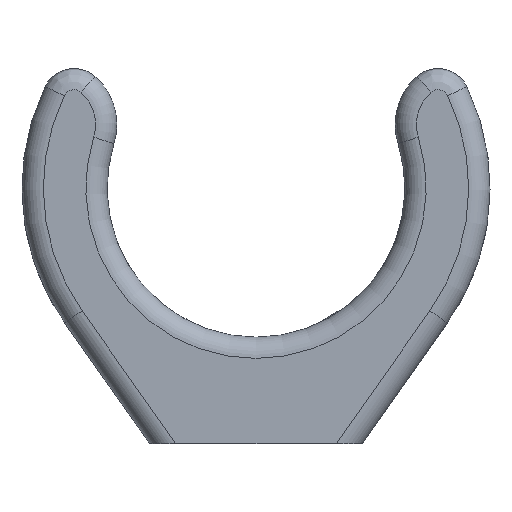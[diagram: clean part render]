
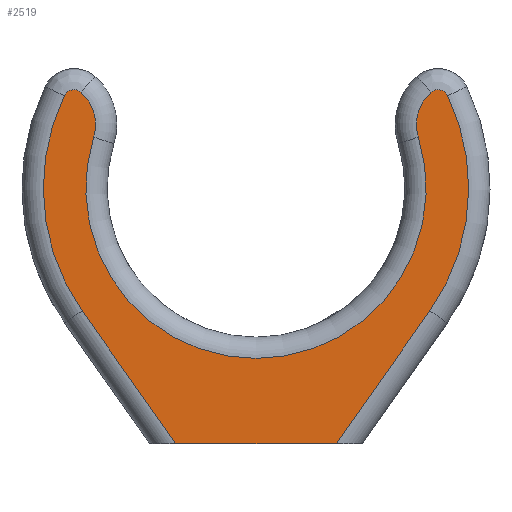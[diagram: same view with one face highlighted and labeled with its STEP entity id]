
A CAD part, front view. The second image highlights one B-rep face of the part: STEP entity #2519.
In plain terms, the highlighted planar face has unit normal (0, -1, 0).
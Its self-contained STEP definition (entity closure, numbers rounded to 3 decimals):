
#269=CIRCLE('',#2790,10.);
#270=CIRCLE('',#2791,10.);
#271=CIRCLE('',#2792,0.5);
#272=CIRCLE('',#2793,2.);
#273=CIRCLE('',#2794,8.);
#274=CIRCLE('',#2795,2.);
#275=CIRCLE('',#2796,0.5);
#416=FACE_OUTER_BOUND('',#574,.T.);
#574=EDGE_LOOP('',(#1862,#1863,#1864,#1865,#1866,#1867,#1868,#1869,#1870,
#1871));
#725=LINE('',#3927,#867);
#807=LINE('',#4360,#949);
#808=LINE('',#4362,#950);
#867=VECTOR('',#3049,1000.);
#949=VECTOR('',#3379,1000.);
#950=VECTOR('',#3380,1000.);
#1009=VERTEX_POINT('',#3924);
#1010=VERTEX_POINT('',#3926);
#1182=VERTEX_POINT('',#4357);
#1183=VERTEX_POINT('',#4358);
#1184=VERTEX_POINT('',#4361);
#1185=VERTEX_POINT('',#4363);
#1186=VERTEX_POINT('',#4365);
#1187=VERTEX_POINT('',#4367);
#1188=VERTEX_POINT('',#4369);
#1189=VERTEX_POINT('',#4371);
#1261=EDGE_CURVE('',#1010,#1009,#725,.T.);
#1446=EDGE_CURVE('',#1182,#1183,#269,.T.);
#1447=EDGE_CURVE('',#1183,#1010,#807,.F.);
#1448=EDGE_CURVE('',#1009,#1184,#808,.T.);
#1449=EDGE_CURVE('',#1184,#1185,#270,.T.);
#1450=EDGE_CURVE('',#1185,#1186,#271,.T.);
#1451=EDGE_CURVE('',#1186,#1187,#272,.T.);
#1452=EDGE_CURVE('',#1187,#1188,#273,.F.);
#1453=EDGE_CURVE('',#1188,#1189,#274,.T.);
#1454=EDGE_CURVE('',#1189,#1182,#275,.T.);
#1862=ORIENTED_EDGE('',*,*,#1446,.T.);
#1863=ORIENTED_EDGE('',*,*,#1447,.T.);
#1864=ORIENTED_EDGE('',*,*,#1261,.T.);
#1865=ORIENTED_EDGE('',*,*,#1448,.T.);
#1866=ORIENTED_EDGE('',*,*,#1449,.T.);
#1867=ORIENTED_EDGE('',*,*,#1450,.T.);
#1868=ORIENTED_EDGE('',*,*,#1451,.T.);
#1869=ORIENTED_EDGE('',*,*,#1452,.T.);
#1870=ORIENTED_EDGE('',*,*,#1453,.T.);
#1871=ORIENTED_EDGE('',*,*,#1454,.T.);
#2472=PLANE('',#2789);
#2519=ADVANCED_FACE('',(#416),#2472,.T.);
#2789=AXIS2_PLACEMENT_3D('',#4356,#3375,#3376);
#2790=AXIS2_PLACEMENT_3D('',#4359,#3377,#3378);
#2791=AXIS2_PLACEMENT_3D('',#4364,#3381,#3382);
#2792=AXIS2_PLACEMENT_3D('',#4366,#3383,#3384);
#2793=AXIS2_PLACEMENT_3D('',#4368,#3385,#3386);
#2794=AXIS2_PLACEMENT_3D('',#4370,#3387,#3388);
#2795=AXIS2_PLACEMENT_3D('',#4372,#3389,#3390);
#2796=AXIS2_PLACEMENT_3D('',#4373,#3391,#3392);
#3049=DIRECTION('',(1.,0.,0.));
#3375=DIRECTION('center_axis',(0.,-1.,0.));
#3376=DIRECTION('ref_axis',(0.,0.,1.));
#3377=DIRECTION('center_axis',(0.,-1.,0.));
#3378=DIRECTION('ref_axis',(1.,0.,0.));
#3379=DIRECTION('',(-0.576,0.,0.817));
#3380=DIRECTION('',(0.576,0.,0.817));
#3381=DIRECTION('center_axis',(0.,-1.,0.));
#3382=DIRECTION('ref_axis',(1.,0.,0.));
#3383=DIRECTION('center_axis',(0.,-1.,0.));
#3384=DIRECTION('ref_axis',(1.,0.,0.));
#3385=DIRECTION('center_axis',(0.,-1.,0.));
#3386=DIRECTION('ref_axis',(1.,0.,0.));
#3387=DIRECTION('center_axis',(0.,-1.,0.));
#3388=DIRECTION('ref_axis',(1.,0.,0.));
#3389=DIRECTION('center_axis',(0.,-1.,0.));
#3390=DIRECTION('ref_axis',(1.,0.,0.));
#3391=DIRECTION('center_axis',(0.,-1.,0.));
#3392=DIRECTION('ref_axis',(1.,0.,0.));
#3924=CARTESIAN_POINT('',(3.777,-31.6,0.));
#3926=CARTESIAN_POINT('',(-3.777,-31.6,0.));
#3927=CARTESIAN_POINT('',(0.,-31.6,0.));
#4356=CARTESIAN_POINT('Origin',(0.,-31.6,11.5));
#4357=CARTESIAN_POINT('',(-9.005,-31.6,16.349));
#4358=CARTESIAN_POINT('',(-8.174,-31.6,6.239));
#4359=CARTESIAN_POINT('Origin',(0.,-31.6,12.));
#4360=CARTESIAN_POINT('',(-7.938,-31.6,5.905));
#4361=CARTESIAN_POINT('',(8.174,-31.6,6.239));
#4362=CARTESIAN_POINT('',(8.174,-31.6,6.239));
#4363=CARTESIAN_POINT('',(9.005,-31.6,16.349));
#4364=CARTESIAN_POINT('Origin',(0.,-31.6,12.));
#4365=CARTESIAN_POINT('',(8.226,-31.6,16.509));
#4366=CARTESIAN_POINT('Origin',(8.555,-31.6,16.131));
#4367=CARTESIAN_POINT('',(7.632,-31.6,14.4));
#4368=CARTESIAN_POINT('Origin',(9.539,-31.6,15.));
#4369=CARTESIAN_POINT('',(-7.632,-31.6,14.4));
#4370=CARTESIAN_POINT('Origin',(0.,-31.6,12.));
#4371=CARTESIAN_POINT('',(-8.226,-31.6,16.509));
#4372=CARTESIAN_POINT('Origin',(-9.539,-31.6,15.));
#4373=CARTESIAN_POINT('Origin',(-8.555,-31.6,16.131));
